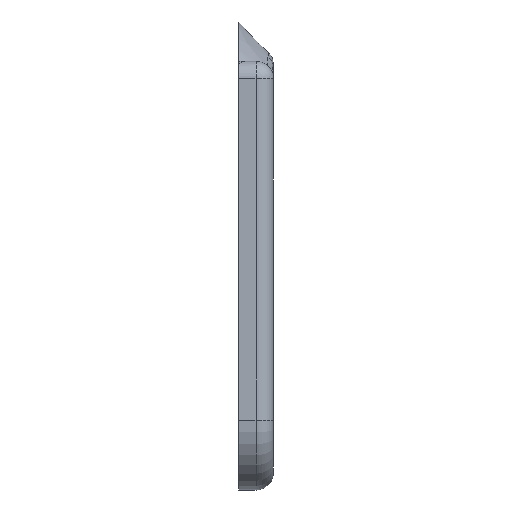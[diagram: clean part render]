
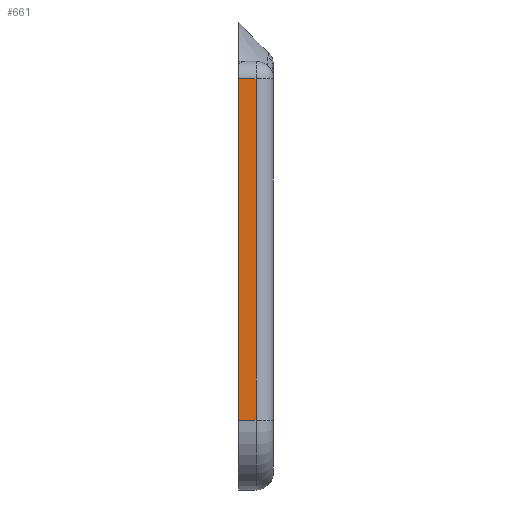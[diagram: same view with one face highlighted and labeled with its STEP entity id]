
A CAD part, front view. The second image highlights one B-rep face of the part: STEP entity #661.
In plain terms, the highlighted planar face has unit normal (0, -1, 0).
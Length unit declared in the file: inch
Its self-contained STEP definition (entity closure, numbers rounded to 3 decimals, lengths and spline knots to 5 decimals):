
#87 = DIRECTION ( 'NONE',  ( 0., 0., 1. ) ) ;
#105 = CARTESIAN_POINT ( 'NONE',  ( 0.625, -0.625, -1.625 ) ) ;
#177 = PLANE ( 'NONE',  #235 ) ;
#235 = AXIS2_PLACEMENT_3D ( 'NONE', #648, #985, #338 ) ;
#263 = ORIENTED_EDGE ( 'NONE', *, *, #730, .T. ) ;
#307 = CARTESIAN_POINT ( 'NONE',  ( 0.625, -0.625, 0.725 ) ) ;
#338 = DIRECTION ( 'NONE',  ( 0., 0., 1. ) ) ;
#485 = VERTEX_POINT ( 'NONE', #742 ) ;
#533 = ORIENTED_EDGE ( 'NONE', *, *, #758, .T. ) ;
#648 = CARTESIAN_POINT ( 'NONE',  ( 0., -0.625, 0. ) ) ;
#661 = ADVANCED_FACE ( 'NONE', ( #719 ), #177, .F. ) ;
#672 = DIRECTION ( 'NONE',  ( 1., 0., 0. ) ) ;
#705 = VECTOR ( 'NONE', #1157, 39.37008 ) ;
#709 = VECTOR ( 'NONE', #672, 39.37008 ) ;
#710 = LINE ( 'NONE', #1588, #709 ) ;
#719 = FACE_OUTER_BOUND ( 'NONE', #1831, .T. ) ;
#725 = LINE ( 'NONE', #831, #705 ) ;
#730 = EDGE_CURVE ( 'NONE', #485, #1813, #710, .T. ) ;
#742 = CARTESIAN_POINT ( 'NONE',  ( 0.625, -0.625, -1.225 ) ) ;
#758 = EDGE_CURVE ( 'NONE', #1813, #1835, #725, .T. ) ;
#831 = CARTESIAN_POINT ( 'NONE',  ( 0.725, -0.625, 0.825 ) ) ;
#871 = ORIENTED_EDGE ( 'NONE', *, *, #1438, .F. ) ;
#881 = LINE ( 'NONE', #1153, #997 ) ;
#985 = DIRECTION ( 'NONE',  ( 0., 1., 0. ) ) ;
#997 = VECTOR ( 'NONE', #1419, 39.37008 ) ;
#1009 = VECTOR ( 'NONE', #87, 39.37008 ) ;
#1037 = LINE ( 'NONE', #105, #1009 ) ;
#1144 = EDGE_CURVE ( 'NONE', #1835, #1346, #881, .T. ) ;
#1153 = CARTESIAN_POINT ( 'NONE',  ( 0.57609, -0.625, 0.725 ) ) ;
#1157 = DIRECTION ( 'NONE',  ( 0., 0., 1. ) ) ;
#1195 = ORIENTED_EDGE ( 'NONE', *, *, #1144, .T. ) ;
#1332 = CARTESIAN_POINT ( 'NONE',  ( 0.725, -0.625, -1.225 ) ) ;
#1346 = VERTEX_POINT ( 'NONE', #307 ) ;
#1419 = DIRECTION ( 'NONE',  ( -1., 0., 0. ) ) ;
#1438 = EDGE_CURVE ( 'NONE', #485, #1346, #1037, .T. ) ;
#1588 = CARTESIAN_POINT ( 'NONE',  ( 0.875, -0.625, -1.225 ) ) ;
#1607 = CARTESIAN_POINT ( 'NONE',  ( 0.725, -0.625, 0.725 ) ) ;
#1813 = VERTEX_POINT ( 'NONE', #1332 ) ;
#1831 = EDGE_LOOP ( 'NONE', ( #1195, #871, #263, #533 ) ) ;
#1835 = VERTEX_POINT ( 'NONE', #1607 ) ;
